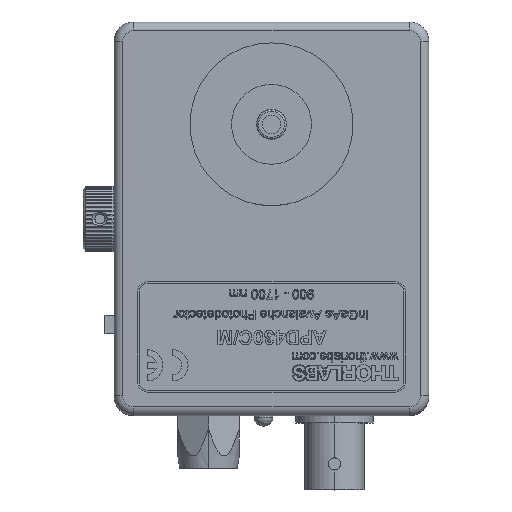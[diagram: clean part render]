
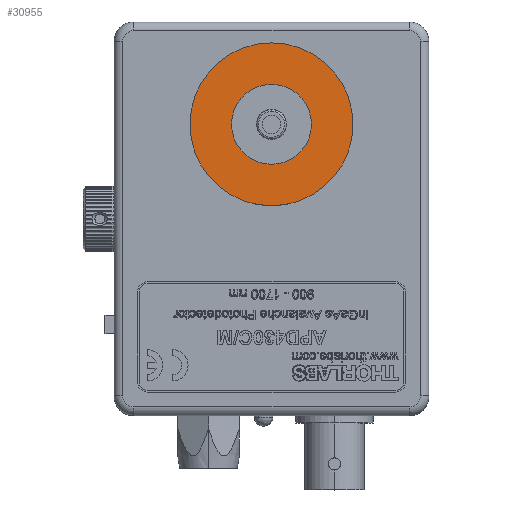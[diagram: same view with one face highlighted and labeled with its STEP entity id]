
A CAD part, top view. The second image highlights one B-rep face of the part: STEP entity #30955.
In plain terms, the highlighted planar face has unit normal (0, 0, 1).
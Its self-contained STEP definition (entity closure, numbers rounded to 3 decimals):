
#13875 = AXIS2_PLACEMENT_3D ( 'NONE', #130404, #90428, #30285 ) ;
#14445 = DIRECTION ( 'NONE',  ( 0., 0., 1. ) ) ;
#15615 = EDGE_CURVE ( 'NONE', #66638, #106047, #121414, .T. ) ;
#20168 = PLANE ( 'NONE',  #13875 ) ;
#20932 = CARTESIAN_POINT ( 'NONE',  ( 25.4, 46.99, 27.432 ) ) ;
#21988 = ORIENTED_EDGE ( 'NONE', *, *, #15615, .F. ) ;
#29105 = EDGE_LOOP ( 'NONE', ( #109121, #21988 ) ) ;
#30285 = DIRECTION ( 'NONE',  ( 1., 0., 0. ) ) ;
#30955 = ADVANCED_FACE ( 'NONE', ( #76416, #126670 ), #20168, .T. ) ;
#31045 = DIRECTION ( 'NONE',  ( 1., 0., 0. ) ) ;
#33116 = CARTESIAN_POINT ( 'NONE',  ( 25.4, 46.99, 27.432 ) ) ;
#36414 = EDGE_LOOP ( 'NONE', ( #72930, #114216 ) ) ;
#36823 = CIRCLE ( 'NONE', #70632, 13.144 ) ;
#43230 = DIRECTION ( 'NONE',  ( 1., 0., 0. ) ) ;
#43418 = DIRECTION ( 'NONE',  ( 0., 0., 1. ) ) ;
#44556 = EDGE_CURVE ( 'NONE', #106047, #66638, #85247, .T. ) ;
#66638 = VERTEX_POINT ( 'NONE', #119056 ) ;
#70632 = AXIS2_PLACEMENT_3D ( 'NONE', #20932, #91186, #31045 ) ;
#72930 = ORIENTED_EDGE ( 'NONE', *, *, #91643, .T. ) ;
#74650 = CARTESIAN_POINT ( 'NONE',  ( 25.4, 46.99, 27.432 ) ) ;
#76416 = FACE_BOUND ( 'NONE', #29105, .T. ) ;
#79576 = CARTESIAN_POINT ( 'NONE',  ( 38.544, 46.99, 27.432 ) ) ;
#84730 = DIRECTION ( 'NONE',  ( 1., 0., 0. ) ) ;
#85247 = CIRCLE ( 'NONE', #107341, 6.439 ) ;
#85461 = EDGE_CURVE ( 'NONE', #101653, #100876, #36823, .T. ) ;
#90428 = DIRECTION ( 'NONE',  ( 0., 0., 1. ) ) ;
#91186 = DIRECTION ( 'NONE',  ( 0., 0., 1. ) ) ;
#91643 = EDGE_CURVE ( 'NONE', #100876, #101653, #115753, .T. ) ;
#97739 = AXIS2_PLACEMENT_3D ( 'NONE', #74650, #14445, #84730 ) ;
#100876 = VERTEX_POINT ( 'NONE', #102922 ) ;
#101653 = VERTEX_POINT ( 'NONE', #79576 ) ;
#102922 = CARTESIAN_POINT ( 'NONE',  ( 12.256, 46.99, 27.432 ) ) ;
#103366 = DIRECTION ( 'NONE',  ( 0., 0., 1. ) ) ;
#103555 = CARTESIAN_POINT ( 'NONE',  ( 25.4, 46.99, 27.432 ) ) ;
#106047 = VERTEX_POINT ( 'NONE', #117200 ) ;
#107341 = AXIS2_PLACEMENT_3D ( 'NONE', #33116, #103366, #43230 ) ;
#109121 = ORIENTED_EDGE ( 'NONE', *, *, #44556, .F. ) ;
#111797 = AXIS2_PLACEMENT_3D ( 'NONE', #103555, #43418, #113614 ) ;
#113614 = DIRECTION ( 'NONE',  ( 1., 0., 0. ) ) ;
#114216 = ORIENTED_EDGE ( 'NONE', *, *, #85461, .T. ) ;
#115753 = CIRCLE ( 'NONE', #111797, 13.144 ) ;
#117200 = CARTESIAN_POINT ( 'NONE',  ( 31.839, 46.99, 27.432 ) ) ;
#119056 = CARTESIAN_POINT ( 'NONE',  ( 18.961, 46.99, 27.432 ) ) ;
#121414 = CIRCLE ( 'NONE', #97739, 6.439 ) ;
#126670 = FACE_OUTER_BOUND ( 'NONE', #36414, .T. ) ;
#130404 = CARTESIAN_POINT ( 'NONE',  ( 25.4, 46.99, 27.432 ) ) ;
